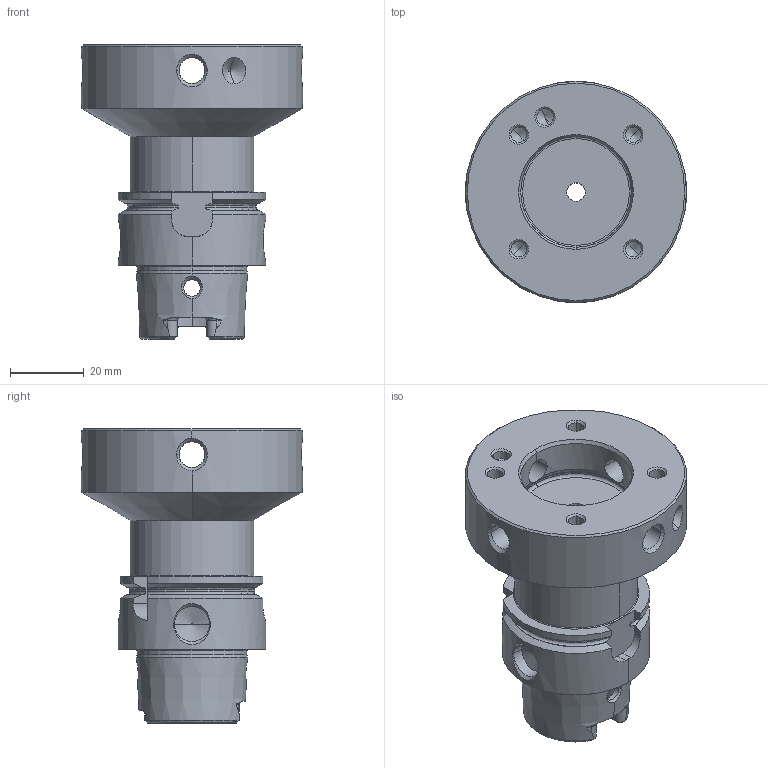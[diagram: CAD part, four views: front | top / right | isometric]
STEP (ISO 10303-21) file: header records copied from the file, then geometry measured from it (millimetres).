
FILE_DESCRIPTION((''),'2;1');
FILE_NAME('606403660-000-02-E43','2023-01-10T13:00:38',('schmiedtm'),(''),'CREO PARAMETRIC BY PTC INC, 2021184','CREO PARAMETRIC BY PTC INC, 2021184','');
FILE_SCHEMA(('AP242_MANAGED_MODEL_BASED_3D_ENGINEERING_MIM_LF { 1 0 10303 442 1 1 4 }'));
Length unit declared in the file: millimetre
Products named in the file (1): 606403660-000-02-E43
Bounding box: 60 x 60 x 79.9 mm (x, y, z)
Volume: 86855.6 mm3; surface area: 22097.9 mm2
Topology: 1 solids, 1 shells, 229 faces, 591 edges, 356 vertices
Faces by surface type: cone 78, cylinder 72, plane 51, torus 28
Entity records: 11331 total; most frequent: CARTESIAN_POINT 4038, ORIENTED_EDGE 1158, DIRECTION 1139, PRESENTATION_STYLE_ASSIGNMENT 583, STYLED_ITEM 583, CURVE_STYLE 582, EDGE_CURVE 579, AXIS2_PLACEMENT_3D 461
